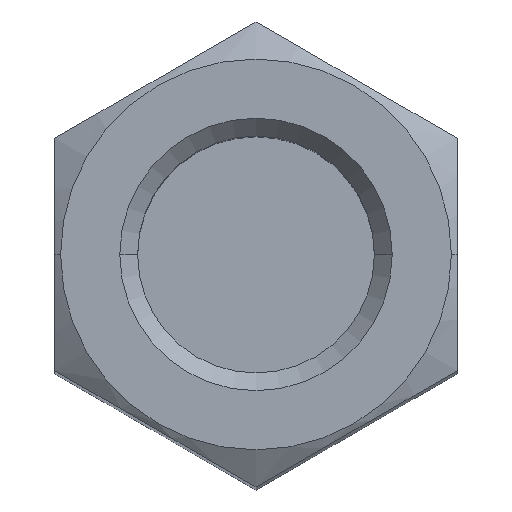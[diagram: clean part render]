
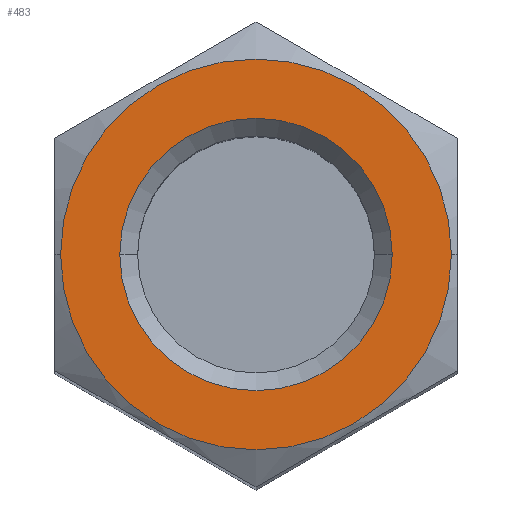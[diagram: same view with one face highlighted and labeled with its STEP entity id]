
A CAD part, top view. The second image highlights one B-rep face of the part: STEP entity #483.
In plain terms, the highlighted planar face has unit normal (0, 0, 1).
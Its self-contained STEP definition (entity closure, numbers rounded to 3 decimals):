
#36 = VERTEX_POINT ( 'NONE', #560 ) ;
#52 = FACE_BOUND ( 'NONE', #206, .T. ) ;
#61 = EDGE_LOOP ( 'NONE', ( #102, #748 ) ) ;
#65 = PLANE ( 'NONE',  #249 ) ;
#102 = ORIENTED_EDGE ( 'NONE', *, *, #166, .T. ) ;
#107 = VERTEX_POINT ( 'NONE', #741 ) ;
#109 = CIRCLE ( 'NONE', #549, 5.75 ) ;
#111 = EDGE_CURVE ( 'NONE', #974, #107, #109, .T. ) ;
#116 = DIRECTION ( 'NONE',  ( 1., 0., 0. ) ) ;
#127 = DIRECTION ( 'NONE',  ( -1., 0., 0. ) ) ;
#166 = EDGE_CURVE ( 'NONE', #169, #36, #656, .T. ) ;
#169 = VERTEX_POINT ( 'NONE', #678 ) ;
#201 = DIRECTION ( 'NONE',  ( 1., 0., 0. ) ) ;
#202 = CARTESIAN_POINT ( 'NONE',  ( 8.5, 4.907, 75. ) ) ;
#206 = EDGE_LOOP ( 'NONE', ( #368, #772 ) ) ;
#212 = DIRECTION ( 'NONE',  ( 1., 0., 0. ) ) ;
#228 = DIRECTION ( 'NONE',  ( 0., 0., 1. ) ) ;
#249 = AXIS2_PLACEMENT_3D ( 'NONE', #202, #495, #127 ) ;
#360 = CARTESIAN_POINT ( 'NONE',  ( 0., 0., 75. ) ) ;
#368 = ORIENTED_EDGE ( 'NONE', *, *, #111, .F. ) ;
#404 = CARTESIAN_POINT ( 'NONE',  ( 0., 0., 75. ) ) ;
#410 = CIRCLE ( 'NONE', #972, 8.25 ) ;
#456 = CARTESIAN_POINT ( 'NONE',  ( 0., 0., 75. ) ) ;
#483 = ADVANCED_FACE ( 'NONE', ( #52, #571 ), #65, .F. ) ;
#495 = DIRECTION ( 'NONE',  ( 0., 0., -1. ) ) ;
#518 = AXIS2_PLACEMENT_3D ( 'NONE', #456, #228, #626 ) ;
#542 = EDGE_CURVE ( 'NONE', #107, #974, #954, .T. ) ;
#549 = AXIS2_PLACEMENT_3D ( 'NONE', #977, #891, #212 ) ;
#560 = CARTESIAN_POINT ( 'NONE',  ( 8.25, 0., 75. ) ) ;
#571 = FACE_OUTER_BOUND ( 'NONE', #61, .T. ) ;
#626 = DIRECTION ( 'NONE',  ( 1., 0., 0. ) ) ;
#653 = CARTESIAN_POINT ( 'NONE',  ( 5.75, 0., 75. ) ) ;
#656 = CIRCLE ( 'NONE', #780, 8.25 ) ;
#678 = CARTESIAN_POINT ( 'NONE',  ( -8.25, 0., 75. ) ) ;
#741 = CARTESIAN_POINT ( 'NONE',  ( -5.75, 0., 75. ) ) ;
#748 = ORIENTED_EDGE ( 'NONE', *, *, #754, .T. ) ;
#754 = EDGE_CURVE ( 'NONE', #36, #169, #410, .T. ) ;
#772 = ORIENTED_EDGE ( 'NONE', *, *, #542, .F. ) ;
#780 = AXIS2_PLACEMENT_3D ( 'NONE', #360, #888, #201 ) ;
#798 = DIRECTION ( 'NONE',  ( 0., 0., 1. ) ) ;
#888 = DIRECTION ( 'NONE',  ( 0., 0., 1. ) ) ;
#891 = DIRECTION ( 'NONE',  ( 0., 0., 1. ) ) ;
#954 = CIRCLE ( 'NONE', #518, 5.75 ) ;
#972 = AXIS2_PLACEMENT_3D ( 'NONE', #404, #798, #116 ) ;
#974 = VERTEX_POINT ( 'NONE', #653 ) ;
#977 = CARTESIAN_POINT ( 'NONE',  ( 0., 0., 75. ) ) ;
